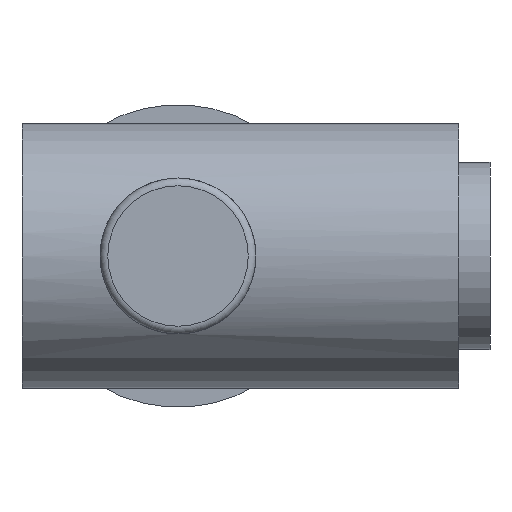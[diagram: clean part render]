
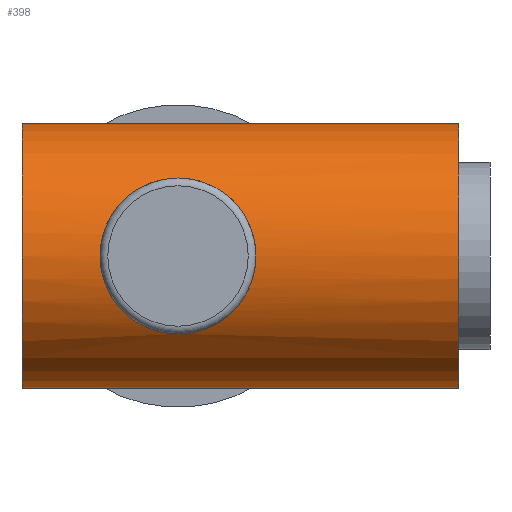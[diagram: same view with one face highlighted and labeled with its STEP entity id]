
A CAD part, left-side view. The second image highlights one B-rep face of the part: STEP entity #398.
In plain terms, the highlighted cylindrical face has radius 8.5 mm (diameter 17 mm), a full revolution.
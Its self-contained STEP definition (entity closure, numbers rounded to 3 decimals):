
#258=CARTESIAN_POINT('',(-8.5,0.0,0.));
#259=VERTEX_POINT('',#258);
#260=CARTESIAN_POINT('',(0.0,0.0,0.0));
#261=DIRECTION('',(0.0,-1.0,0.0));
#262=DIRECTION('',(1.0,0.0,0.0));
#263=AXIS2_PLACEMENT_3D('',#260,#261,#262);
#264=CIRCLE('',#263,8.5);
#265=EDGE_CURVE('',#259,#259,#264,.T.);
#278=CARTESIAN_POINT('',(-6.874,18.,-5.0));
#279=VERTEX_POINT('',#278);
#280=CARTESIAN_POINT('',(-6.874,18.,-5.0));
#281=CARTESIAN_POINT('',(-6.874,18.649,-5.0));
#282=CARTESIAN_POINT('',(-6.975,19.324,-4.867));
#283=CARTESIAN_POINT('',(-7.307,20.548,-4.353));
#284=CARTESIAN_POINT('',(-7.53,21.099,-3.972));
#285=CARTESIAN_POINT('',(-7.928,21.969,-3.102));
#286=CARTESIAN_POINT('',(-8.133,22.352,-2.55));
#287=CARTESIAN_POINT('',(-8.42,22.868,-1.322));
#288=CARTESIAN_POINT('',(-8.5,23.,-0.645));
#289=CARTESIAN_POINT('',(-8.5,23.,0.645));
#290=CARTESIAN_POINT('',(-8.42,22.868,1.322));
#291=CARTESIAN_POINT('',(-8.133,22.352,2.55));
#292=CARTESIAN_POINT('',(-7.928,21.969,3.102));
#293=CARTESIAN_POINT('',(-7.53,21.099,3.972));
#294=CARTESIAN_POINT('',(-7.307,20.548,4.353));
#295=CARTESIAN_POINT('',(-6.975,19.324,4.867));
#296=CARTESIAN_POINT('',(-6.874,18.649,5.0));
#297=CARTESIAN_POINT('',(-6.874,17.351,5.0));
#298=CARTESIAN_POINT('',(-6.975,16.676,4.867));
#299=CARTESIAN_POINT('',(-7.307,15.452,4.353));
#300=CARTESIAN_POINT('',(-7.53,14.901,3.972));
#301=CARTESIAN_POINT('',(-7.928,14.031,3.102));
#302=CARTESIAN_POINT('',(-8.133,13.648,2.55));
#303=CARTESIAN_POINT('',(-8.42,13.132,1.322));
#304=CARTESIAN_POINT('',(-8.5,13.,0.645));
#305=CARTESIAN_POINT('',(-8.5,13.,-0.645));
#306=CARTESIAN_POINT('',(-8.42,13.132,-1.322));
#307=CARTESIAN_POINT('',(-8.133,13.648,-2.55));
#308=CARTESIAN_POINT('',(-7.928,14.031,-3.102));
#309=CARTESIAN_POINT('',(-7.53,14.901,-3.972));
#310=CARTESIAN_POINT('',(-7.307,15.452,-4.353));
#311=CARTESIAN_POINT('',(-6.975,16.676,-4.867));
#312=CARTESIAN_POINT('',(-6.874,17.351,-5.0));
#313=CARTESIAN_POINT('',(-6.874,18.,-5.0));
#314=B_SPLINE_CURVE_WITH_KNOTS('',3,(#280,#281,#282,#283,#284,#285,#286,#287,#288,#289,#290,#291,#292,#293,#294,#295,#296,#297,#298,#299,#300,#301,#302,#303,#304,#305,#306,#307,#308,#309,#310,#311,#312,#313),.UNSPECIFIED.,.T.,.U.,(4,2,2,2,2,2,2,2,2,2,2,2,2,2,2,2,4),(0.0,0.195,0.389,0.583,0.776,0.97,1.163,1.358,1.552,1.747,1.941,2.135,2.328,2.522,2.715,2.91,3.104),.UNSPECIFIED.);
#315=EDGE_CURVE('',#279,#279,#314,.T.);
#331=CARTESIAN_POINT('',(6.874,18.,-5.0));
#332=VERTEX_POINT('',#331);
#333=CARTESIAN_POINT('',(6.874,18.,-5.0));
#334=CARTESIAN_POINT('',(6.874,17.351,-5.0));
#335=CARTESIAN_POINT('',(6.975,16.676,-4.867));
#336=CARTESIAN_POINT('',(7.307,15.452,-4.353));
#337=CARTESIAN_POINT('',(7.53,14.901,-3.972));
#338=CARTESIAN_POINT('',(7.928,14.031,-3.102));
#339=CARTESIAN_POINT('',(8.133,13.648,-2.55));
#340=CARTESIAN_POINT('',(8.42,13.132,-1.322));
#341=CARTESIAN_POINT('',(8.5,13.,-0.645));
#342=CARTESIAN_POINT('',(8.5,13.,0.645));
#343=CARTESIAN_POINT('',(8.42,13.132,1.322));
#344=CARTESIAN_POINT('',(8.133,13.648,2.55));
#345=CARTESIAN_POINT('',(7.928,14.031,3.102));
#346=CARTESIAN_POINT('',(7.53,14.901,3.972));
#347=CARTESIAN_POINT('',(7.307,15.452,4.353));
#348=CARTESIAN_POINT('',(6.975,16.676,4.867));
#349=CARTESIAN_POINT('',(6.874,17.351,5.0));
#350=CARTESIAN_POINT('',(6.874,18.649,5.0));
#351=CARTESIAN_POINT('',(6.975,19.324,4.867));
#352=CARTESIAN_POINT('',(7.307,20.548,4.353));
#353=CARTESIAN_POINT('',(7.53,21.099,3.972));
#354=CARTESIAN_POINT('',(7.928,21.969,3.102));
#355=CARTESIAN_POINT('',(8.133,22.352,2.55));
#356=CARTESIAN_POINT('',(8.42,22.868,1.322));
#357=CARTESIAN_POINT('',(8.5,23.0,0.645));
#358=CARTESIAN_POINT('',(8.5,23.,-0.645));
#359=CARTESIAN_POINT('',(8.42,22.868,-1.322));
#360=CARTESIAN_POINT('',(8.133,22.352,-2.55));
#361=CARTESIAN_POINT('',(7.928,21.969,-3.102));
#362=CARTESIAN_POINT('',(7.53,21.099,-3.972));
#363=CARTESIAN_POINT('',(7.307,20.548,-4.353));
#364=CARTESIAN_POINT('',(6.975,19.324,-4.867));
#365=CARTESIAN_POINT('',(6.874,18.649,-5.0));
#366=CARTESIAN_POINT('',(6.874,18.,-5.0));
#367=B_SPLINE_CURVE_WITH_KNOTS('',3,(#333,#334,#335,#336,#337,#338,#339,#340,#341,#342,#343,#344,#345,#346,#347,#348,#349,#350,#351,#352,#353,#354,#355,#356,#357,#358,#359,#360,#361,#362,#363,#364,#365,#366),.UNSPECIFIED.,.T.,.U.,(4,2,2,2,2,2,2,2,2,2,2,2,2,2,2,2,4),(0.0,0.195,0.389,0.583,0.776,0.97,1.163,1.358,1.552,1.747,1.941,2.135,2.328,2.522,2.715,2.91,3.104),.UNSPECIFIED.);
#368=EDGE_CURVE('',#332,#332,#367,.T.);
#373=CARTESIAN_POINT('',(0.0,0.0,0.0));
#374=DIRECTION('',(0.0,1.0,0.0));
#375=DIRECTION('',(1.0,0.0,0.0));
#376=AXIS2_PLACEMENT_3D('',#373,#374,#375);
#377=CYLINDRICAL_SURFACE('',#376,8.5);
#378=CARTESIAN_POINT('',(-8.5,28.,0.));
#379=VERTEX_POINT('',#378);
#380=CARTESIAN_POINT('',(0.0,28.,0.0));
#381=DIRECTION('',(0.0,1.0,0.0));
#382=DIRECTION('',(1.0,0.0,0.0));
#383=AXIS2_PLACEMENT_3D('',#380,#381,#382);
#384=CIRCLE('',#383,8.5);
#385=EDGE_CURVE('',#379,#379,#384,.T.);
#386=ORIENTED_EDGE('',*,*,#385,.F.);
#387=EDGE_LOOP('',(#386));
#388=FACE_OUTER_BOUND('',#387,.T.);
#389=ORIENTED_EDGE('',*,*,#368,.T.);
#390=EDGE_LOOP('',(#389));
#391=FACE_BOUND('',#390,.T.);
#392=ORIENTED_EDGE('',*,*,#315,.T.);
#393=EDGE_LOOP('',(#392));
#394=FACE_BOUND('',#393,.T.);
#395=ORIENTED_EDGE('',*,*,#265,.F.);
#396=EDGE_LOOP('',(#395));
#397=FACE_BOUND('',#396,.T.);
#398=ADVANCED_FACE('',(#388,#391,#394,#397),#377,.T.);
